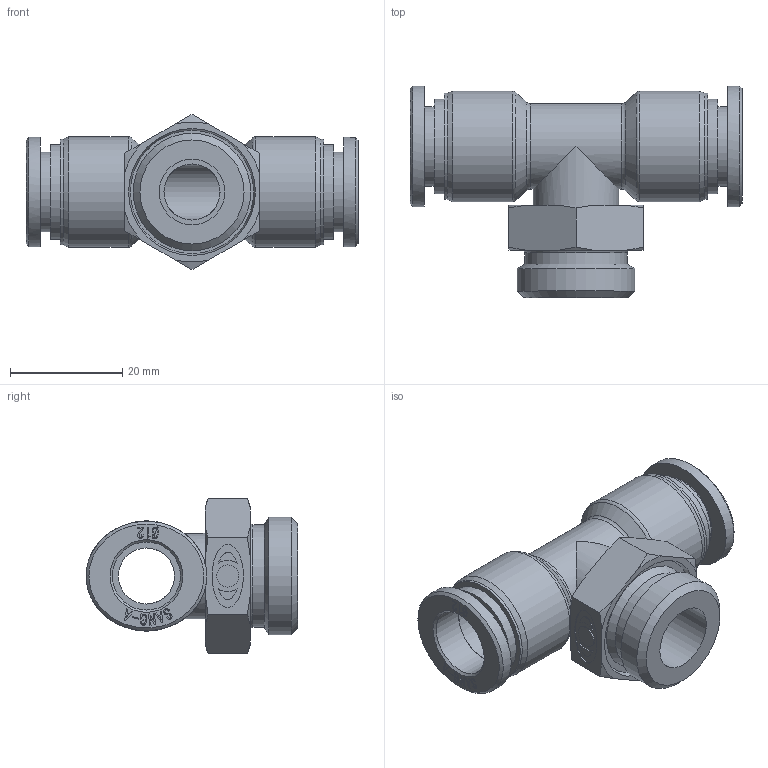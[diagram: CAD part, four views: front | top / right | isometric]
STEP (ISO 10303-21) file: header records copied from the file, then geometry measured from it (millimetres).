
FILE_DESCRIPTION((''),'2;1');
FILE_NAME('F-PT 12G04.stp','2020-11-25T11:02:21',('Administrator'),(''),'Autodesk Inventor 2013','Autodesk Inventor 2013','');
FILE_SCHEMA(('CONFIG_CONTROL_DESIGN'));
Length unit declared in the file: millimetre
Products named in the file (4): 조립품21; F-PT 1204 BODY; F-SLEEVE 12(SUS); F-BODY G04(SUS) 
Assembly tree (4 placements, depth 2):
  조립품21
    F-PT 1204 BODY
    F-SLEEVE 12(SUS)  x2
    F-BODY G04(SUS) 
Bounding box: 59.2 x 37.75 x 27.71 mm (x, y, z)
Volume: 13456.7 mm3; surface area: 10094.4 mm2
Topology: 4 solids, 4 shells, 439 faces, 1150 edges, 762 vertices
Faces by surface type: plane 222, bspline 167, cone 24, cylinder 22, torus 4
Full cylindrical faces by diameter (mm): 3.931 x1, 10 x2, 11.7 x1, 12.15 x2, 12.2 x2, 14.2 x2, 15.2 x2, 16.9 x2, 18.2 x1, 18.9 x2, 19.7 x2, 20.955 x1
Entity records: 8611 total; most frequent: CARTESIAN_POINT 2506, ORIENTED_EDGE 1364, DIRECTION 911, EDGE_CURVE 682, VERTEX_POINT 471, VECTOR 399, LINE 399, EDGE_LOOP 347
